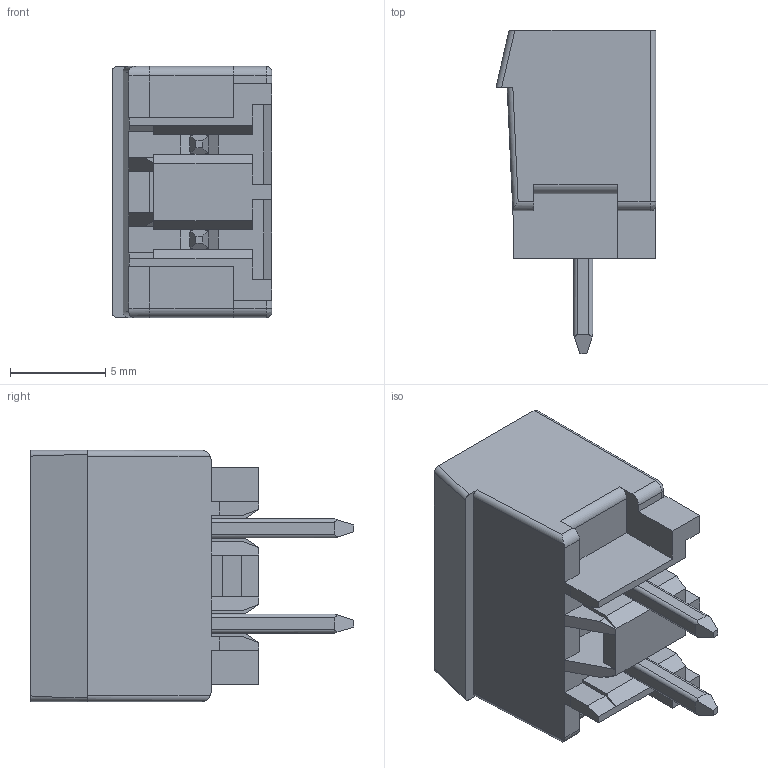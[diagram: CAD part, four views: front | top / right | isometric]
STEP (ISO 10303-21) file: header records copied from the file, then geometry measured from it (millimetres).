
FILE_DESCRIPTION((''),'2;1');
FILE_NAME('02P','2020-05-26T',('P'),(''),'PRO/ENGINEER BY PARAMETRIC TECHNOLOGY CORPORATION, 2010280','PRO/ENGINEER BY PARAMETRIC TECHNOLOGY CORPORATION, 2010280','');
FILE_SCHEMA(('CONFIG_CONTROL_DESIGN'));
Length unit declared in the file: millimetre
Products named in the file (1): 02P
Bounding box: 8.4 x 17 x 13.2 mm (x, y, z)
Volume: 955.4 mm3; surface area: 924.7 mm2
Topology: 1 solids, 1 shells, 206 faces, 579 edges, 378 vertices
Faces by surface type: plane 173, cylinder 25, cone 6, bspline 2
Entity records: 6665 total; most frequent: CARTESIAN_POINT 1369, ORIENTED_EDGE 1158, DIRECTION 989, EDGE_CURVE 579, VECTOR 489, LINE 489, VERTEX_POINT 378, AXIS2_PLACEMENT_3D 250
